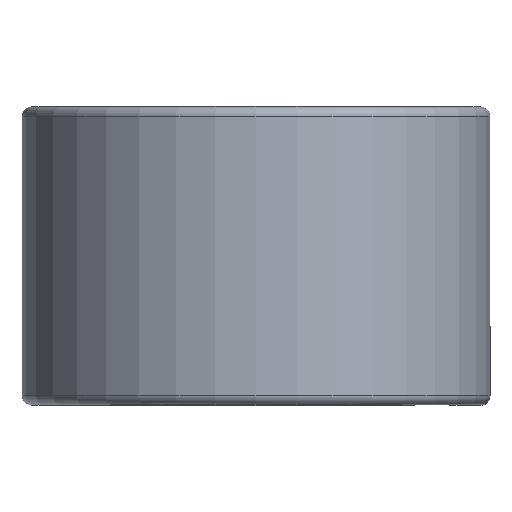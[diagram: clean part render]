
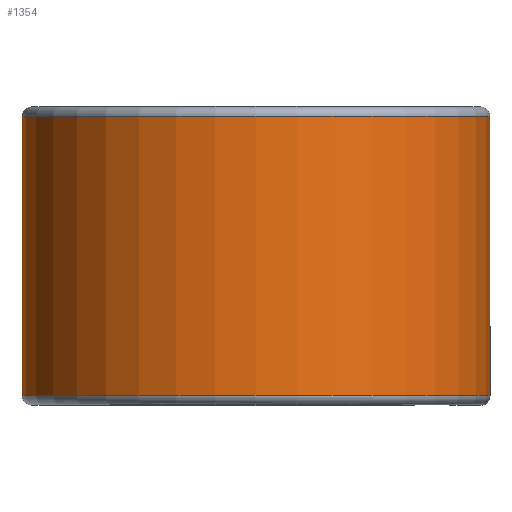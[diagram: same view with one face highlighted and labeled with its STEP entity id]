
A CAD part, top view. The second image highlights one B-rep face of the part: STEP entity #1354.
In plain terms, the highlighted cylindrical face has radius 18.682 mm (diameter 37.363 mm), a partial arc.
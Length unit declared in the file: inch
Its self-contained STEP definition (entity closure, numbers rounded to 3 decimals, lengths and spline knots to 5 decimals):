
#87 = VERTEX_POINT ( 'NONE', #2029 ) ;
#128 = EDGE_CURVE ( 'NONE', #231, #1175, #719, .T. ) ;
#141 = CARTESIAN_POINT ( 'NONE',  ( 0., 0.43875, 0. ) ) ;
#231 = VERTEX_POINT ( 'NONE', #1704 ) ;
#265 = AXIS2_PLACEMENT_3D ( 'NONE', #141, #1423, #328 ) ;
#328 = DIRECTION ( 'NONE',  ( 0., 0., -1. ) ) ;
#341 = CYLINDRICAL_SURFACE ( 'NONE', #578, 0.7355 ) ;
#370 = AXIS2_PLACEMENT_3D ( 'NONE', #476, #1179, #537 ) ;
#404 = CIRCLE ( 'NONE', #265, 0.7355 ) ;
#431 = DIRECTION ( 'NONE',  ( 0., 1., 0. ) ) ;
#476 = CARTESIAN_POINT ( 'NONE',  ( 0., -0.43875, 0. ) ) ;
#519 = EDGE_CURVE ( 'NONE', #231, #2007, #1219, .T. ) ;
#537 = DIRECTION ( 'NONE',  ( 0., 0., -1. ) ) ;
#578 = AXIS2_PLACEMENT_3D ( 'NONE', #1943, #1937, #830 ) ;
#719 = CIRCLE ( 'NONE', #370, 0.7355 ) ;
#753 = EDGE_CURVE ( 'NONE', #2007, #87, #404, .T. ) ;
#804 = FACE_OUTER_BOUND ( 'NONE', #2048, .T. ) ;
#830 = DIRECTION ( 'NONE',  ( 0., 0., -1. ) ) ;
#1042 = CARTESIAN_POINT ( 'NONE',  ( 0.7355, 0.43875, 0. ) ) ;
#1105 = DIRECTION ( 'NONE',  ( 0., 1., 0. ) ) ;
#1175 = VERTEX_POINT ( 'NONE', #2094 ) ;
#1179 = DIRECTION ( 'NONE',  ( 0., -1., 0. ) ) ;
#1215 = VECTOR ( 'NONE', #1105, 39.37008 ) ;
#1219 = LINE ( 'NONE', #2075, #1215 ) ;
#1229 = ORIENTED_EDGE ( 'NONE', *, *, #519, .T. ) ;
#1354 = ADVANCED_FACE ( 'NONE', ( #804 ), #341, .T. ) ;
#1423 = DIRECTION ( 'NONE',  ( 0., -1., 0. ) ) ;
#1538 = ORIENTED_EDGE ( 'NONE', *, *, #128, .F. ) ;
#1680 = ORIENTED_EDGE ( 'NONE', *, *, #753, .T. ) ;
#1704 = CARTESIAN_POINT ( 'NONE',  ( 0.7355, -0.43875, 0. ) ) ;
#1764 = EDGE_CURVE ( 'NONE', #1175, #87, #2342, .T. ) ;
#1937 = DIRECTION ( 'NONE',  ( 0., -1., 0. ) ) ;
#1943 = CARTESIAN_POINT ( 'NONE',  ( 0., 0.4375, 0. ) ) ;
#2007 = VERTEX_POINT ( 'NONE', #1042 ) ;
#2029 = CARTESIAN_POINT ( 'NONE',  ( 0., 0.43875, -0.7355 ) ) ;
#2048 = EDGE_LOOP ( 'NONE', ( #1229, #1680, #2104, #1538 ) ) ;
#2075 = CARTESIAN_POINT ( 'NONE',  ( 0.7355, 0.43875, 0. ) ) ;
#2094 = CARTESIAN_POINT ( 'NONE',  ( 0., -0.43875, -0.7355 ) ) ;
#2104 = ORIENTED_EDGE ( 'NONE', *, *, #1764, .F. ) ;
#2134 = CARTESIAN_POINT ( 'NONE',  ( 0., 0.43875, -0.7355 ) ) ;
#2331 = VECTOR ( 'NONE', #431, 39.37008 ) ;
#2342 = LINE ( 'NONE', #2134, #2331 ) ;
